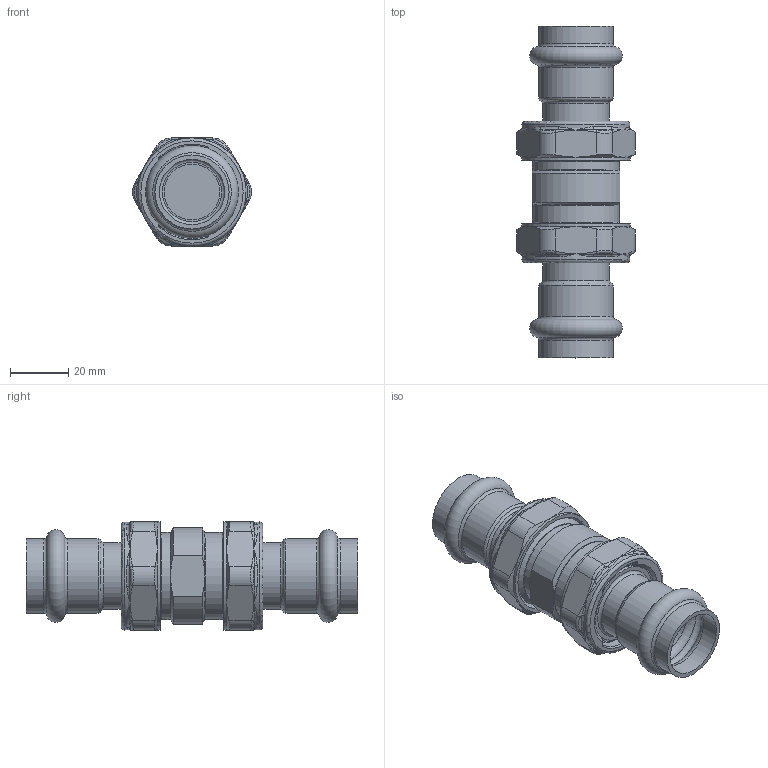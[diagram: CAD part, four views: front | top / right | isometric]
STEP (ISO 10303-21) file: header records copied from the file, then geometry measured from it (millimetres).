
FILE_DESCRIPTION(/* description */ (''),/* implementation_level */ '2;1');
FILE_NAME(/* name */ '304756A_Simplify_2.stp',/* time_stamp */ '2025-08-20T15:06:31-05:00',/* author */ ('ischreiner'),/* organization */ (''),/* preprocessor_version */ 'ST-DEVELOPER v20',/* originating_system */ 'Autodesk Inventor 2025',/* authorisation */ '');
FILE_SCHEMA (('AUTOMOTIVE_DESIGN { 1 0 10303 214 3 1 1 }'));
Length unit declared in the file: inch
Products named in the file (1): 304756A_Simplify_2
Bounding box: 40.7 x 113.66 x 37 mm (x, y, z)
Volume: 53616.2 mm3; surface area: 26780.1 mm2
Topology: 5 solids, 5 shells, 294 faces, 688 edges, 386 vertices
Faces by surface type: cylinder 74, bspline 72, torus 54, cone 44, plane 42, sphere 8
Full cylindrical faces by diameter (mm): 19.05 x2, 22.352 x4, 22.86 x2, 25.4 x4, 27.686 x2, 29.515 x2, 29.8 x2, 30 x2, 30.5 x2, 33 x2, 37 x4
Entity records: 11333 total; most frequent: CARTESIAN_POINT 4687, ORIENTED_EDGE 1328, DIRECTION 1322, EDGE_CURVE 664, AXIS2_PLACEMENT_3D 595, VERTEX_POINT 386, EDGE_LOOP 308, STYLED_ITEM 299
